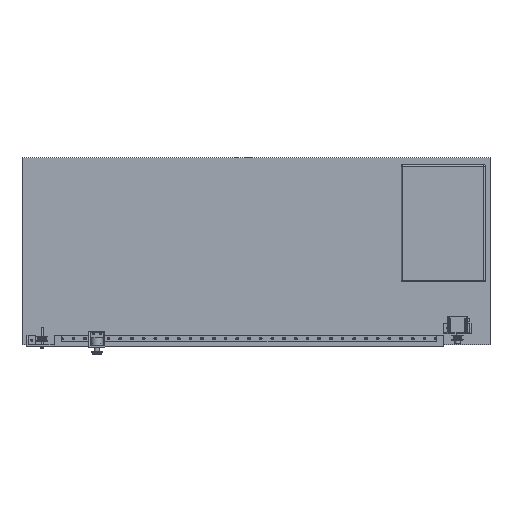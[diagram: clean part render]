
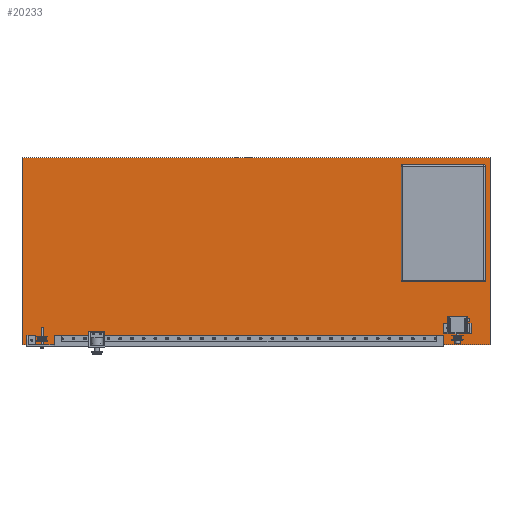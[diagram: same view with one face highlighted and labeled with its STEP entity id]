
A CAD part, top view. The second image highlights one B-rep face of the part: STEP entity #20233.
In plain terms, the highlighted planar face has unit normal (0, 0, 1).
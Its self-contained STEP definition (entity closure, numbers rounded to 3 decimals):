
#2705=FACE_OUTER_BOUND('',#3866,.T.);
#3866=EDGE_LOOP('',(#13600,#13601,#13602,#13603));
#5312=LINE('',#31146,#6898);
#5315=LINE('',#31152,#6901);
#5318=LINE('',#31158,#6904);
#5321=LINE('',#31162,#6907);
#6898=VECTOR('',#24239,10.);
#6901=VECTOR('',#24244,10.);
#6904=VECTOR('',#24249,10.);
#6907=VECTOR('',#24254,10.);
#8484=VERTEX_POINT('',#31143);
#8485=VERTEX_POINT('',#31145);
#8487=VERTEX_POINT('',#31151);
#8489=VERTEX_POINT('',#31157);
#10497=EDGE_CURVE('',#8485,#8484,#5312,.T.);
#10500=EDGE_CURVE('',#8487,#8485,#5315,.T.);
#10503=EDGE_CURVE('',#8489,#8487,#5318,.T.);
#10506=EDGE_CURVE('',#8484,#8489,#5321,.T.);
#13600=ORIENTED_EDGE('',*,*,#10506,.T.);
#13601=ORIENTED_EDGE('',*,*,#10503,.T.);
#13602=ORIENTED_EDGE('',*,*,#10500,.T.);
#13603=ORIENTED_EDGE('',*,*,#10497,.T.);
#19766=PLANE('',#21577);
#20233=ADVANCED_FACE('',(#2705),#19766,.T.);
#21577=AXIS2_PLACEMENT_3D('',#31163,#24255,#24256);
#24239=DIRECTION('',(1.,0.,0.));
#24244=DIRECTION('',(0.,-1.,0.));
#24249=DIRECTION('',(-1.,0.,0.));
#24254=DIRECTION('',(0.,1.,0.));
#24255=DIRECTION('center_axis',(0.,0.,1.));
#24256=DIRECTION('ref_axis',(1.,0.,0.));
#31143=CARTESIAN_POINT('',(0.,-400.,20.));
#31145=CARTESIAN_POINT('',(-1000.,-400.,20.));
#31146=CARTESIAN_POINT('',(-1000.,-400.,20.));
#31151=CARTESIAN_POINT('',(-1000.,0.,20.));
#31152=CARTESIAN_POINT('',(-1000.,0.,20.));
#31157=CARTESIAN_POINT('',(0.,0.,20.));
#31158=CARTESIAN_POINT('',(0.,0.,20.));
#31162=CARTESIAN_POINT('',(0.,-400.,20.));
#31163=CARTESIAN_POINT('Origin',(-500.,-200.,20.));
